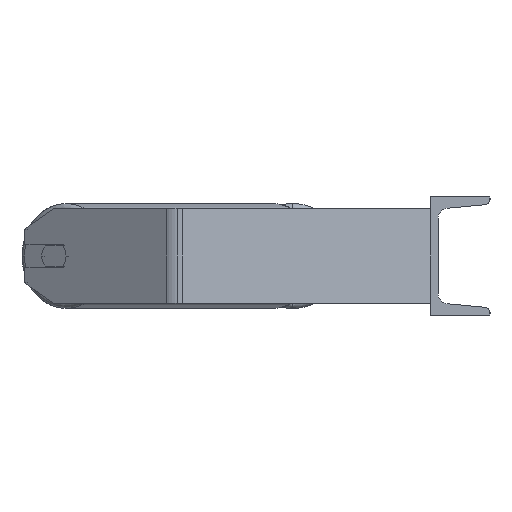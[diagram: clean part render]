
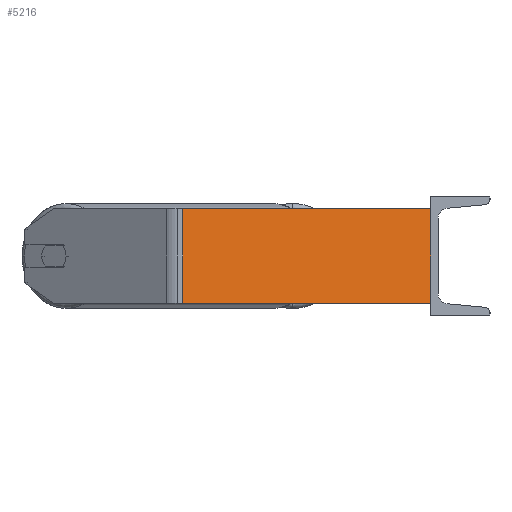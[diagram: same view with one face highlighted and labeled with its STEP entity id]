
A CAD part, left-side view. The second image highlights one B-rep face of the part: STEP entity #5216.
In plain terms, the highlighted planar face has unit normal (-0.966, -0.259, 0).
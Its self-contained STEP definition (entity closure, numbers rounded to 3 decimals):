
#122 = CARTESIAN_POINT ( 'NONE',  ( -541.316, 210.173, 40. ) ) ;
#127 = ORIENTED_EDGE ( 'NONE', *, *, #9034, .T. ) ;
#611 = LINE ( 'NONE', #6985, #4926 ) ;
#737 = EDGE_CURVE ( 'NONE', #7620, #5374, #3830, .T. ) ;
#998 = CARTESIAN_POINT ( 'NONE',  ( -543.247, 217.379, 40. ) ) ;
#1335 = VERTEX_POINT ( 'NONE', #122 ) ;
#1819 = DIRECTION ( 'NONE',  ( -0.259, 0.966, 0. ) ) ;
#1885 = DIRECTION ( 'NONE',  ( 0., 0., -1. ) ) ;
#1942 = LINE ( 'NONE', #8206, #6915 ) ;
#2500 = FACE_OUTER_BOUND ( 'NONE', #4562, .T. ) ;
#3185 = LINE ( 'NONE', #8138, #6977 ) ;
#3332 = ORIENTED_EDGE ( 'NONE', *, *, #9060, .F. ) ;
#3617 = CARTESIAN_POINT ( 'NONE',  ( -485., 0., 40. ) ) ;
#3830 = LINE ( 'NONE', #5942, #8571 ) ;
#4364 = EDGE_CURVE ( 'NONE', #1335, #6959, #1942, .T. ) ;
#4562 = EDGE_LOOP ( 'NONE', ( #127, #8720, #3332, #8584 ) ) ;
#4687 = DIRECTION ( 'NONE',  ( 0.259, -0.966, 0. ) ) ;
#4926 = VECTOR ( 'NONE', #8347, 1000. ) ;
#5120 = DIRECTION ( 'NONE',  ( 0., 0., -1. ) ) ;
#5216 = ADVANCED_FACE ( 'NONE', ( #2500 ), #8021, .F. ) ;
#5320 = DIRECTION ( 'NONE',  ( 0.966, 0.259, 0. ) ) ;
#5374 = VERTEX_POINT ( 'NONE', #7007 ) ;
#5942 = CARTESIAN_POINT ( 'NONE',  ( -485., 0., 40. ) ) ;
#6635 = CARTESIAN_POINT ( 'NONE',  ( -541.316, 210.173, -40. ) ) ;
#6915 = VECTOR ( 'NONE', #1885, 1000. ) ;
#6959 = VERTEX_POINT ( 'NONE', #6635 ) ;
#6977 = VECTOR ( 'NONE', #4687, 1000. ) ;
#6985 = CARTESIAN_POINT ( 'NONE',  ( -543.247, 217.379, 40. ) ) ;
#7007 = CARTESIAN_POINT ( 'NONE',  ( -485., 0., -40. ) ) ;
#7620 = VERTEX_POINT ( 'NONE', #3617 ) ;
#8021 = PLANE ( 'NONE',  #8659 ) ;
#8138 = CARTESIAN_POINT ( 'NONE',  ( -543.247, 217.379, -40. ) ) ;
#8206 = CARTESIAN_POINT ( 'NONE',  ( -541.316, 210.173, 40. ) ) ;
#8347 = DIRECTION ( 'NONE',  ( 0.259, -0.966, 0. ) ) ;
#8571 = VECTOR ( 'NONE', #5120, 1000. ) ;
#8584 = ORIENTED_EDGE ( 'NONE', *, *, #4364, .T. ) ;
#8659 = AXIS2_PLACEMENT_3D ( 'NONE', #998, #5320, #1819 ) ;
#8720 = ORIENTED_EDGE ( 'NONE', *, *, #737, .F. ) ;
#9034 = EDGE_CURVE ( 'NONE', #6959, #5374, #3185, .T. ) ;
#9060 = EDGE_CURVE ( 'NONE', #1335, #7620, #611, .T. ) ;
